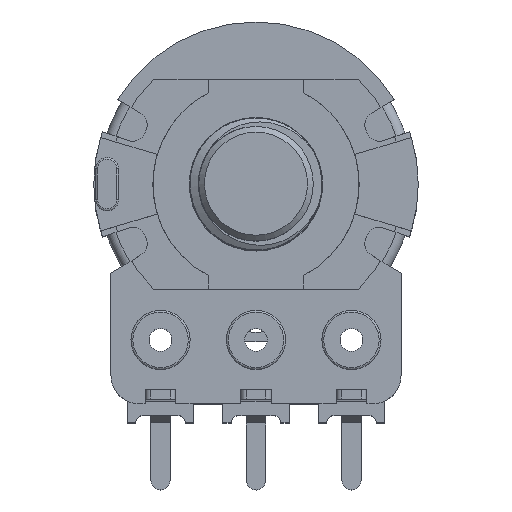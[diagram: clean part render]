
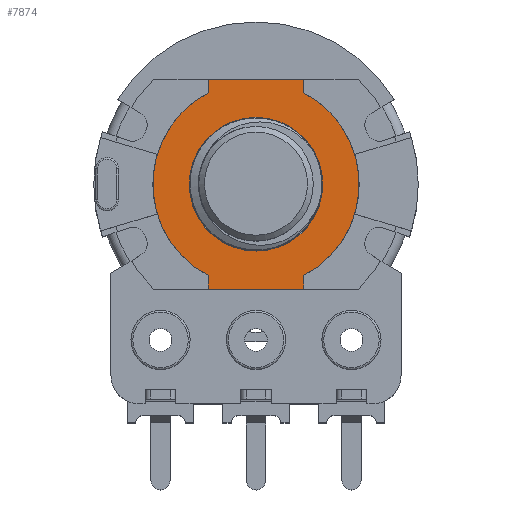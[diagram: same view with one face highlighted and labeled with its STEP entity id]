
A CAD part, top view. The second image highlights one B-rep face of the part: STEP entity #7874.
In plain terms, the highlighted planar face has unit normal (0, 0, 1).
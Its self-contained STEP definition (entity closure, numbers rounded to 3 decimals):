
#36=FACE_BOUND('',#874,.T.);
#112=PLANE('',#8379);
#432=FACE_OUTER_BOUND('',#873,.T.);
#873=EDGE_LOOP('',(#5604,#5605,#5606,#5607,#5608,#5609,#5610,#5611));
#874=EDGE_LOOP('',(#5612));
#1326=CIRCLE('',#8332,3.5);
#1334=CIRCLE('',#8350,5.4);
#1339=CIRCLE('',#8358,5.4);
#1785=LINE('',#17879,#2569);
#1787=LINE('',#17883,#2571);
#1789=LINE('',#17886,#2573);
#1790=LINE('',#17889,#2574);
#1792=LINE('',#17893,#2576);
#1794=LINE('',#17896,#2578);
#2569=VECTOR('',#9324,10.);
#2571=VECTOR('',#9328,10.);
#2573=VECTOR('',#9332,10.);
#2574=VECTOR('',#9335,10.);
#2576=VECTOR('',#9339,10.);
#2578=VECTOR('',#9343,10.);
#3358=VERTEX_POINT('',#17748);
#3384=VERTEX_POINT('',#17817);
#3385=VERTEX_POINT('',#17819);
#3391=VERTEX_POINT('',#17837);
#3392=VERTEX_POINT('',#17839);
#3403=VERTEX_POINT('',#17878);
#3404=VERTEX_POINT('',#17882);
#3405=VERTEX_POINT('',#17888);
#3406=VERTEX_POINT('',#17892);
#4176=EDGE_CURVE('',#3358,#3358,#1326,.T.);
#4209=EDGE_CURVE('',#3385,#3384,#1334,.T.);
#4219=EDGE_CURVE('',#3392,#3391,#1339,.T.);
#4239=EDGE_CURVE('',#3384,#3403,#1785,.T.);
#4241=EDGE_CURVE('',#3403,#3404,#1787,.T.);
#4243=EDGE_CURVE('',#3404,#3392,#1789,.T.);
#4244=EDGE_CURVE('',#3391,#3405,#1790,.T.);
#4246=EDGE_CURVE('',#3406,#3405,#1792,.T.);
#4248=EDGE_CURVE('',#3406,#3385,#1794,.T.);
#5604=ORIENTED_EDGE('',*,*,#4248,.T.);
#5605=ORIENTED_EDGE('',*,*,#4209,.T.);
#5606=ORIENTED_EDGE('',*,*,#4239,.T.);
#5607=ORIENTED_EDGE('',*,*,#4241,.T.);
#5608=ORIENTED_EDGE('',*,*,#4243,.T.);
#5609=ORIENTED_EDGE('',*,*,#4219,.T.);
#5610=ORIENTED_EDGE('',*,*,#4244,.T.);
#5611=ORIENTED_EDGE('',*,*,#4246,.F.);
#5612=ORIENTED_EDGE('',*,*,#4176,.T.);
#7874=ADVANCED_FACE('',(#432,#36),#112,.T.);
#8332=AXIS2_PLACEMENT_3D('',#17750,#9198,#9199);
#8350=AXIS2_PLACEMENT_3D('',#17820,#9259,#9260);
#8358=AXIS2_PLACEMENT_3D('',#17840,#9280,#9281);
#8379=AXIS2_PLACEMENT_3D('',#17897,#9344,#9345);
#9198=DIRECTION('center_axis',(0.,0.,-1.));
#9199=DIRECTION('ref_axis',(-1.,0.,0.));
#9259=DIRECTION('center_axis',(0.,0.,1.));
#9260=DIRECTION('ref_axis',(-0.463,0.886,0.));
#9280=DIRECTION('center_axis',(0.,0.,1.));
#9281=DIRECTION('ref_axis',(0.463,-0.886,0.));
#9324=DIRECTION('',(0.,-1.,0.));
#9328=DIRECTION('',(1.,0.,0.));
#9332=DIRECTION('',(0.,1.,0.));
#9335=DIRECTION('',(0.,1.,0.));
#9339=DIRECTION('',(1.,0.,0.));
#9343=DIRECTION('',(0.,-1.,0.));
#9344=DIRECTION('center_axis',(0.,0.,1.));
#9345=DIRECTION('ref_axis',(1.,0.,0.));
#17748=CARTESIAN_POINT('',(3.5,0.,10.7));
#17750=CARTESIAN_POINT('Origin',(0.,0.,10.7));
#17817=CARTESIAN_POINT('',(-2.5,-4.786,10.7));
#17819=CARTESIAN_POINT('',(-2.5,4.786,10.7));
#17820=CARTESIAN_POINT('Origin',(0.,0.,10.7));
#17837=CARTESIAN_POINT('',(2.5,4.786,10.7));
#17839=CARTESIAN_POINT('',(2.5,-4.786,10.7));
#17840=CARTESIAN_POINT('Origin',(0.,0.,10.7));
#17878=CARTESIAN_POINT('',(-2.5,-5.5,10.7));
#17879=CARTESIAN_POINT('',(-2.5,-4.786,10.7));
#17882=CARTESIAN_POINT('',(2.5,-5.5,10.7));
#17883=CARTESIAN_POINT('',(-10.,-5.5,10.7));
#17886=CARTESIAN_POINT('',(2.5,-5.5,10.7));
#17888=CARTESIAN_POINT('',(2.5,5.5,10.7));
#17889=CARTESIAN_POINT('',(2.5,4.786,10.7));
#17892=CARTESIAN_POINT('',(-2.5,5.5,10.7));
#17893=CARTESIAN_POINT('',(-10.,5.5,10.7));
#17896=CARTESIAN_POINT('',(-2.5,5.5,10.7));
#17897=CARTESIAN_POINT('Origin',(0.,0.,10.7));
